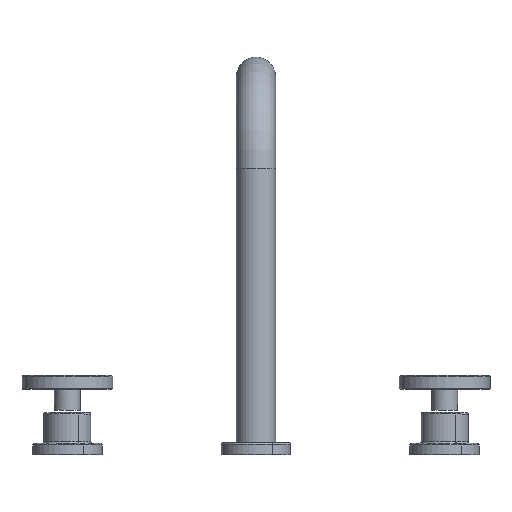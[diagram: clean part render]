
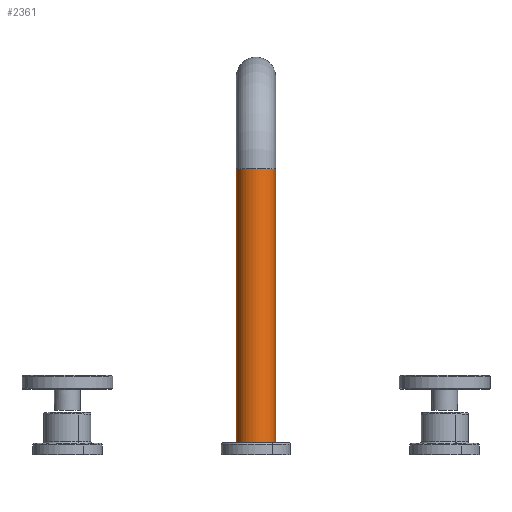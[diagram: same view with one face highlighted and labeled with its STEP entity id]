
A CAD part, top view. The second image highlights one B-rep face of the part: STEP entity #2361.
In plain terms, the highlighted cylindrical face has radius 13 mm (diameter 26 mm), a partial arc.
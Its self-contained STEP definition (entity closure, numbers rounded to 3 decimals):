
#1817=CARTESIAN_POINT('Vertex',(-13.,46.,0.)) ;
#1819=CARTESIAN_POINT('Vertex',(13.,46.,0.)) ;
#1822=CARTESIAN_POINT('Axis2P3D Location',(0.,46.,0.)) ;
#2285=CARTESIAN_POINT('Vertex',(13.,229.,0.)) ;
#2287=CARTESIAN_POINT('Vertex',(-13.,229.,0.)) ;
#2312=CARTESIAN_POINT('Axis2P3D Location',(0.,229.,0.)) ;
#2324=CARTESIAN_POINT('Axis2P3D Location',(0.,81.,0.)) ;
#2329=CARTESIAN_POINT('Line Origine',(-13.,81.,0.)) ;
#2334=CARTESIAN_POINT('Line Origine',(13.,81.,0.)) ;
#2338=CARTESIAN_POINT('Vertex',(13.,116.,0.)) ;
#2341=CARTESIAN_POINT('Line Origine',(13.,81.,0.)) ;
#2331=VECTOR('Line Direction',#2330,1.) ;
#2336=VECTOR('Line Direction',#2335,1.) ;
#2343=VECTOR('Line Direction',#2342,1.) ;
#1823=DIRECTION('Axis2P3D Direction',(-0.,-1.,0.)) ;
#2313=DIRECTION('Axis2P3D Direction',(0.,1.,0.)) ;
#2325=DIRECTION('Axis2P3D Direction',(-0.,-1.,0.)) ;
#2326=DIRECTION('Axis2P3D XDirection',(-1.,0.,0.)) ;
#2330=DIRECTION('Vector Direction',(0.,-1.,0.)) ;
#2335=DIRECTION('Vector Direction',(0.,-1.,0.)) ;
#2342=DIRECTION('Vector Direction',(0.,-1.,0.)) ;
#1824=AXIS2_PLACEMENT_3D('Circle Axis2P3D',#1822,#1823,$) ;
#2314=AXIS2_PLACEMENT_3D('Circle Axis2P3D',#2312,#2313,$) ;
#2327=AXIS2_PLACEMENT_3D('Cylinder Axis2P3D',#2324,#2325,#2326) ;
#2332=LINE('Line',#2329,#2331) ;
#2337=LINE('Line',#2334,#2336) ;
#2344=LINE('Line',#2341,#2343) ;
#1825=CIRCLE('generated circle',#1824,13.) ;
#2315=CIRCLE('generated circle',#2314,13.) ;
#2328=CYLINDRICAL_SURFACE('generated cylinder',#2327,13.) ;
#1826=EDGE_CURVE('',#1820,#1818,#1825,.T.) ;
#2316=EDGE_CURVE('',#2288,#2286,#2315,.T.) ;
#2333=EDGE_CURVE('',#1818,#2288,#2332,.F.) ;
#2340=EDGE_CURVE('',#2339,#2286,#2337,.F.) ;
#2345=EDGE_CURVE('',#2339,#1820,#2344,.T.) ;
#2355=ORIENTED_EDGE('',*,*,#2345,.F.) ;
#2356=ORIENTED_EDGE('',*,*,#2340,.T.) ;
#2357=ORIENTED_EDGE('',*,*,#2316,.F.) ;
#2358=ORIENTED_EDGE('',*,*,#2333,.F.) ;
#2359=ORIENTED_EDGE('',*,*,#1826,.F.) ;
#2354=EDGE_LOOP('',(#2355,#2356,#2357,#2358,#2359)) ;
#1818=VERTEX_POINT('',#1817) ;
#1820=VERTEX_POINT('',#1819) ;
#2286=VERTEX_POINT('',#2285) ;
#2288=VERTEX_POINT('',#2287) ;
#2339=VERTEX_POINT('',#2338) ;
#2361=ADVANCED_FACE('PR.0513.00_AllCATPart.1\\PR9A475.1\\P46465.1\\PartBody',(#2360),#2328,.T.) ;
#2360=FACE_OUTER_BOUND('',#2354,.T.) ;
